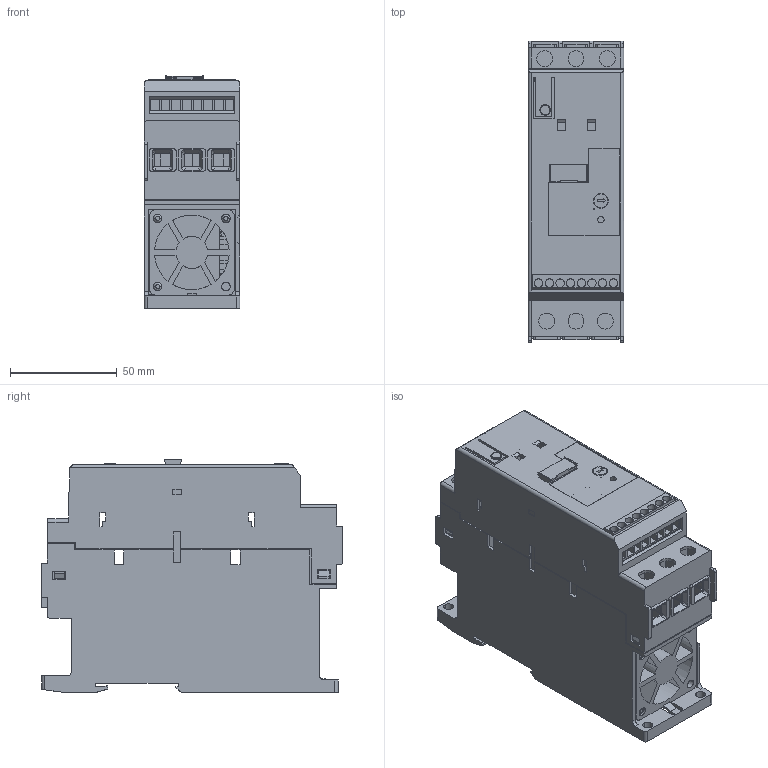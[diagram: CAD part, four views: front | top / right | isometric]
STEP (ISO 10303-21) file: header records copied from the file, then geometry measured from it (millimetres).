
FILE_DESCRIPTION((''),'2;1');
FILE_NAME('_150-C_FS0____SW0001','2020-05-12T10:10:20',('AKuszpe'),('Rockwell Automation'),'CREO PARAMETRIC BY PTC INC, 2017380','CREO PARAMETRIC BY PTC INC, 2017380','');
FILE_SCHEMA(('CONFIG_CONTROL_DESIGN'));
Length unit declared in the file: millimetre
Products named in the file (1): _150-C_FS0____SW0001
Bounding box: 44.8 x 141.6 x 109.5 mm (x, y, z)
Volume: 108689.8 mm3; surface area: 128591.9 mm2
Topology: 2 solids, 2 shells, 1385 faces, 3931 edges, 2590 vertices
Faces by surface type: plane 1179, cylinder 186, cone 10, bspline 6, torus 4
Entity records: 45538 total; most frequent: CARTESIAN_POINT 9119, ORIENTED_EDGE 7862, DIRECTION 6988, EDGE_CURVE 3931, VECTOR 3498, LINE 3498, VERTEX_POINT 2590, AXIS2_PLACEMENT_3D 1745
